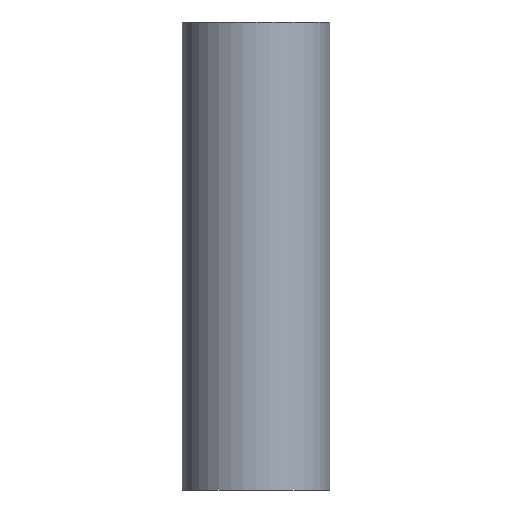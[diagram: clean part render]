
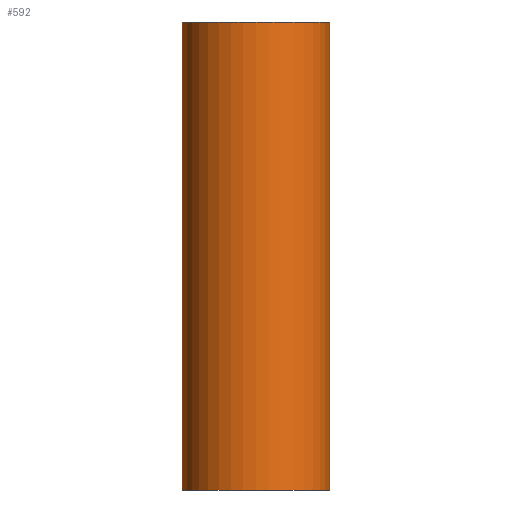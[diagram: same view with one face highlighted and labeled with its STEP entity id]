
A CAD part, front view. The second image highlights one B-rep face of the part: STEP entity #592.
In plain terms, the highlighted cylindrical face has radius 19.05 mm (diameter 38.1 mm), a partial arc.
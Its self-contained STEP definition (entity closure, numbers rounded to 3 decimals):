
#28 = DIRECTION ( 'NONE',  ( 1., 0., 0. ) ) ;
#31 = VECTOR ( 'NONE', #1108, 1000. ) ;
#57 = CARTESIAN_POINT ( 'NONE',  ( -19.05, 0., -60.3 ) ) ;
#86 = VECTOR ( 'NONE', #138, 1000. ) ;
#98 = AXIS2_PLACEMENT_3D ( 'NONE', #1237, #679, #129 ) ;
#129 = DIRECTION ( 'NONE',  ( 1., 0., 0. ) ) ;
#135 = ORIENTED_EDGE ( 'NONE', *, *, #960, .T. ) ;
#138 = DIRECTION ( 'NONE',  ( 0., 0., -1. ) ) ;
#249 = ORIENTED_EDGE ( 'NONE', *, *, #1279, .F. ) ;
#341 = CARTESIAN_POINT ( 'NONE',  ( -19.05, 0., 60.3 ) ) ;
#348 = CARTESIAN_POINT ( 'NONE',  ( 0., 0., 60.3 ) ) ;
#438 = VERTEX_POINT ( 'NONE', #615 ) ;
#504 = VERTEX_POINT ( 'NONE', #57 ) ;
#527 = FACE_OUTER_BOUND ( 'NONE', #530, .T. ) ;
#530 = EDGE_LOOP ( 'NONE', ( #249, #766, #1321, #135 ) ) ;
#535 = DIRECTION ( 'NONE',  ( -1., 0., 0. ) ) ;
#572 = VERTEX_POINT ( 'NONE', #853 ) ;
#592 = ADVANCED_FACE ( 'NONE', ( #527 ), #1085, .T. ) ;
#615 = CARTESIAN_POINT ( 'NONE',  ( -19.05, 0., 60.3 ) ) ;
#633 = LINE ( 'NONE', #341, #86 ) ;
#679 = DIRECTION ( 'NONE',  ( 0., 0., 1. ) ) ;
#721 = AXIS2_PLACEMENT_3D ( 'NONE', #1211, #748, #535 ) ;
#748 = DIRECTION ( 'NONE',  ( 0., 0., -1. ) ) ;
#766 = ORIENTED_EDGE ( 'NONE', *, *, #1020, .F. ) ;
#802 = LINE ( 'NONE', #1210, #31 ) ;
#853 = CARTESIAN_POINT ( 'NONE',  ( 19.05, 0., -60.3 ) ) ;
#960 = EDGE_CURVE ( 'NONE', #504, #572, #1228, .T. ) ;
#988 = VERTEX_POINT ( 'NONE', #1242 ) ;
#1020 = EDGE_CURVE ( 'NONE', #438, #988, #1303, .T. ) ;
#1041 = EDGE_CURVE ( 'NONE', #438, #504, #633, .T. ) ;
#1085 = CYLINDRICAL_SURFACE ( 'NONE', #721, 19.05 ) ;
#1108 = DIRECTION ( 'NONE',  ( 0., 0., -1. ) ) ;
#1210 = CARTESIAN_POINT ( 'NONE',  ( 19.05, 0., 60.3 ) ) ;
#1211 = CARTESIAN_POINT ( 'NONE',  ( 0., 0., 60.3 ) ) ;
#1228 = CIRCLE ( 'NONE', #98, 19.05 ) ;
#1237 = CARTESIAN_POINT ( 'NONE',  ( 0., 0., -60.3 ) ) ;
#1242 = CARTESIAN_POINT ( 'NONE',  ( 19.05, 0., 60.3 ) ) ;
#1279 = EDGE_CURVE ( 'NONE', #988, #572, #802, .T. ) ;
#1303 = CIRCLE ( 'NONE', #1420, 19.05 ) ;
#1321 = ORIENTED_EDGE ( 'NONE', *, *, #1041, .T. ) ;
#1362 = DIRECTION ( 'NONE',  ( 0., 0., 1. ) ) ;
#1420 = AXIS2_PLACEMENT_3D ( 'NONE', #348, #1362, #28 ) ;
